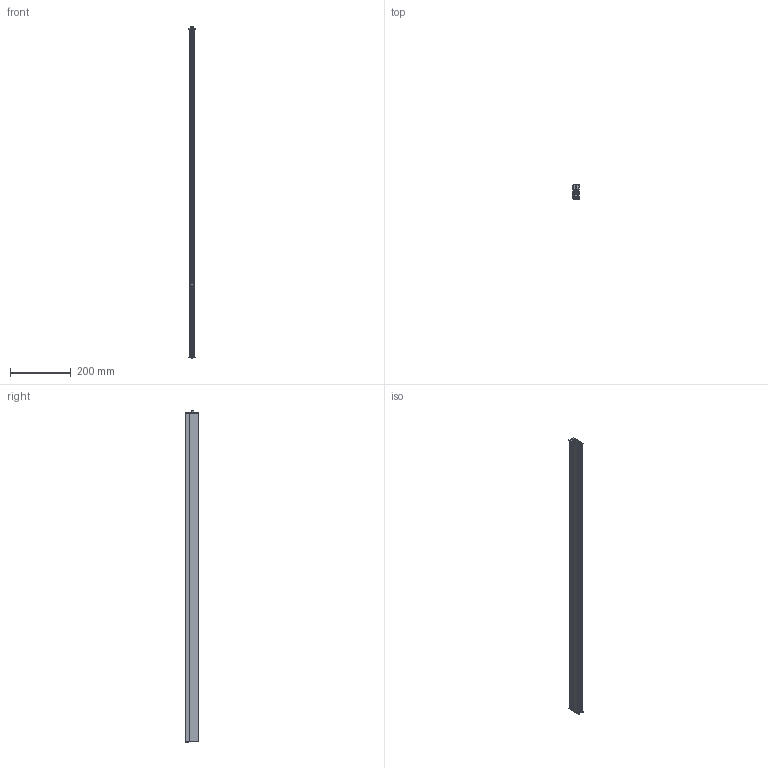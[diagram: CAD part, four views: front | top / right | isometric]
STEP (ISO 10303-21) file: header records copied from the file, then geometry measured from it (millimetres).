
FILE_DESCRIPTION (( 'STEP AP203' ), '1' );
FILE_NAME ('KG F16s mit Abschlusskappen 1084.STEP', '2025-07-22T11:44:59', ( '' ), ( '' ), 'SwSTEP 2.0', 'SolidWorks 2023', '' );
FILE_SCHEMA (( 'CONFIG_CONTROL_DESIGN' ));
Length unit declared in the file: millimetre
Products named in the file (8): Betätigungsteil_1; Abschlusskappe KG-F16 Auslöseseite; Abschlusskappe KG-F16; Schutzprofil KG-F16 mit Schraubkanal 1084_1000; KG F16s mit Abschlusskappen 1084; Innengeometrie_13_1084; Aussengehäuse_13_1084; M2.9x13
Assembly tree (8 placements, depth 2):
  KG F16s mit Abschlusskappen 1084
    Betätigungsteil_1
    Aussengehäuse_13_1084
    Innengeometrie_13_1084
    Schutzprofil KG-F16 mit Schraubkanal 1084_1000
    Abschlusskappe KG-F16 Auslöseseite
    M2.9x13  x2
    Abschlusskappe KG-F16
Bounding box: 20.1 x 46.11 x 1096.21 mm (x, y, z)
Volume: 351922.4 mm3; surface area: 572294.8 mm2
Topology: 23 solids, 23 shells, 1324 faces, 3682 edges, 2440 vertices
Faces by surface type: plane 702, bspline 469, cylinder 121, cone 28, torus 4
Entity records: 57999 total; most frequent: CARTESIAN_POINT 27120, ORIENTED_EDGE 7168, DIRECTION 4451, EDGE_CURVE 3584, VERTEX_POINT 2384, VECTOR 2383, LINE 2383, EDGE_LOOP 1414
